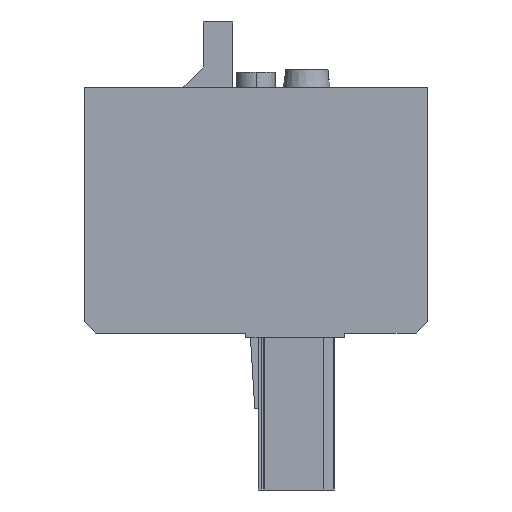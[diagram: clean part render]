
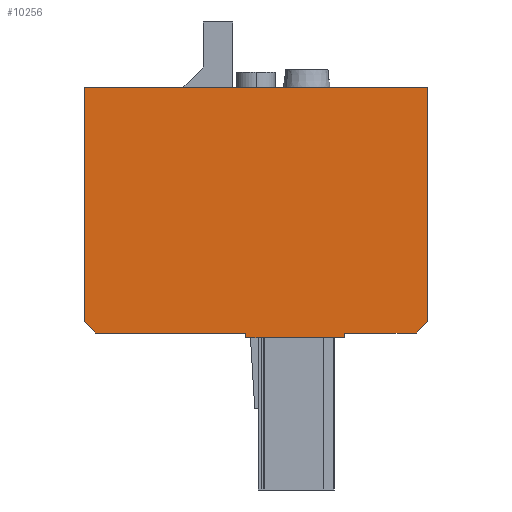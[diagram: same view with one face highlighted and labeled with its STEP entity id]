
A CAD part, left-side view. The second image highlights one B-rep face of the part: STEP entity #10256.
In plain terms, the highlighted planar face has unit normal (-1, 0, 0).
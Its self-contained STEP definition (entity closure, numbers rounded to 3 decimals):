
#10188=AXIS2_PLACEMENT_3D('Plane Axis2P3D',#10185,#10186,#10187) ;
#6990=CARTESIAN_POINT('Vertex',(0.,35.05,41.05)) ;
#6993=CARTESIAN_POINT('Line Origine',(0.,17.525,41.05)) ;
#6997=CARTESIAN_POINT('Vertex',(0.,0.,41.05)) ;
#9081=CARTESIAN_POINT('Vertex',(0.,35.05,17.2)) ;
#9084=CARTESIAN_POINT('Line Origine',(0.,35.05,29.125)) ;
#10185=CARTESIAN_POINT('Axis2P3D Location',(0.,0.,0.)) ;
#10190=CARTESIAN_POINT('Line Origine',(0.,0.,29.125)) ;
#10194=CARTESIAN_POINT('Vertex',(0.,0.,17.2)) ;
#10197=CARTESIAN_POINT('Line Origine',(0.,34.45,16.6)) ;
#10201=CARTESIAN_POINT('Vertex',(0.,33.85,16.)) ;
#10204=CARTESIAN_POINT('Line Origine',(0.,26.2,16.)) ;
#10208=CARTESIAN_POINT('Vertex',(0.,18.55,16.)) ;
#10211=CARTESIAN_POINT('Line Origine',(0.,18.55,15.75)) ;
#10215=CARTESIAN_POINT('Vertex',(0.,18.55,15.5)) ;
#10218=CARTESIAN_POINT('Line Origine',(0.,13.525,15.5)) ;
#10222=CARTESIAN_POINT('Vertex',(0.,8.5,15.5)) ;
#10225=CARTESIAN_POINT('Line Origine',(0.,8.5,15.75)) ;
#10229=CARTESIAN_POINT('Vertex',(0.,8.5,16.)) ;
#10232=CARTESIAN_POINT('Line Origine',(0.,4.85,16.)) ;
#10236=CARTESIAN_POINT('Vertex',(0.,1.2,16.)) ;
#10239=CARTESIAN_POINT('Line Origine',(0.,0.6,16.6)) ;
#6994=DIRECTION('Vector Direction',(0.,1.,0.)) ;
#9085=DIRECTION('Vector Direction',(0.,0.,-1.)) ;
#10186=DIRECTION('Axis2P3D Direction',(-1.,0.,0.)) ;
#10187=DIRECTION('Axis2P3D XDirection',(0.,0.,1.)) ;
#10191=DIRECTION('Vector Direction',(0.,0.,1.)) ;
#10198=DIRECTION('Vector Direction',(0.,-0.707,-0.707)) ;
#10205=DIRECTION('Vector Direction',(0.,-1.,0.)) ;
#10212=DIRECTION('Vector Direction',(0.,0.,-1.)) ;
#10219=DIRECTION('Vector Direction',(0.,-1.,0.)) ;
#10226=DIRECTION('Vector Direction',(0.,0.,-1.)) ;
#10233=DIRECTION('Vector Direction',(0.,-1.,0.)) ;
#10240=DIRECTION('Vector Direction',(0.,-0.707,0.707)) ;
#6995=VECTOR('Line Direction',#6994,1.) ;
#9086=VECTOR('Line Direction',#9085,1.) ;
#10192=VECTOR('Line Direction',#10191,1.) ;
#10199=VECTOR('Line Direction',#10198,1.) ;
#10206=VECTOR('Line Direction',#10205,1.) ;
#10213=VECTOR('Line Direction',#10212,1.) ;
#10220=VECTOR('Line Direction',#10219,1.) ;
#10227=VECTOR('Line Direction',#10226,1.) ;
#10234=VECTOR('Line Direction',#10233,1.) ;
#10241=VECTOR('Line Direction',#10240,1.) ;
#10245=ORIENTED_EDGE('',*,*,#10196,.T.) ;
#10246=ORIENTED_EDGE('',*,*,#6999,.T.) ;
#10247=ORIENTED_EDGE('',*,*,#9088,.T.) ;
#10248=ORIENTED_EDGE('',*,*,#10203,.T.) ;
#10249=ORIENTED_EDGE('',*,*,#10210,.T.) ;
#10250=ORIENTED_EDGE('',*,*,#10217,.T.) ;
#10251=ORIENTED_EDGE('',*,*,#10224,.T.) ;
#10252=ORIENTED_EDGE('',*,*,#10231,.T.) ;
#10253=ORIENTED_EDGE('',*,*,#10238,.T.) ;
#10254=ORIENTED_EDGE('',*,*,#10243,.T.) ;
#10256=ADVANCED_FACE('HOUSING',(#10255),#10189,.T.) ;
#6999=EDGE_CURVE('',#6998,#6991,#6996,.T.) ;
#9088=EDGE_CURVE('',#6991,#9082,#9087,.T.) ;
#10196=EDGE_CURVE('',#10195,#6998,#10193,.T.) ;
#10203=EDGE_CURVE('',#9082,#10202,#10200,.T.) ;
#10210=EDGE_CURVE('',#10202,#10209,#10207,.T.) ;
#10217=EDGE_CURVE('',#10209,#10216,#10214,.T.) ;
#10224=EDGE_CURVE('',#10216,#10223,#10221,.T.) ;
#10231=EDGE_CURVE('',#10223,#10230,#10228,.F.) ;
#10238=EDGE_CURVE('',#10230,#10237,#10235,.T.) ;
#10243=EDGE_CURVE('',#10237,#10195,#10242,.T.) ;
#10244=EDGE_LOOP('',(#10245,#10246,#10247,#10248,#10249,#10250,#10251,#10252,#10253,#10254)) ;
#10255=FACE_OUTER_BOUND('',#10244,.T.) ;
#6996=LINE('Line',#6993,#6995) ;
#9087=LINE('Line',#9084,#9086) ;
#10193=LINE('Line',#10190,#10192) ;
#10200=LINE('Line',#10197,#10199) ;
#10207=LINE('Line',#10204,#10206) ;
#10214=LINE('Line',#10211,#10213) ;
#10221=LINE('Line',#10218,#10220) ;
#10228=LINE('Line',#10225,#10227) ;
#10235=LINE('Line',#10232,#10234) ;
#10242=LINE('Line',#10239,#10241) ;
#10189=PLANE('',#10188) ;
#6991=VERTEX_POINT('',#6990) ;
#6998=VERTEX_POINT('',#6997) ;
#9082=VERTEX_POINT('',#9081) ;
#10195=VERTEX_POINT('',#10194) ;
#10202=VERTEX_POINT('',#10201) ;
#10209=VERTEX_POINT('',#10208) ;
#10216=VERTEX_POINT('',#10215) ;
#10223=VERTEX_POINT('',#10222) ;
#10230=VERTEX_POINT('',#10229) ;
#10237=VERTEX_POINT('',#10236) ;
